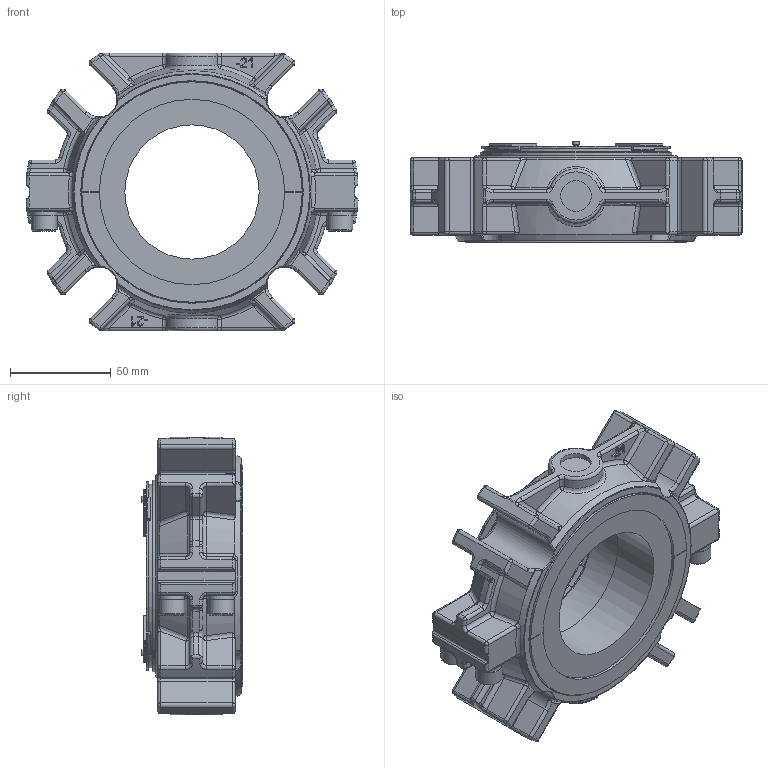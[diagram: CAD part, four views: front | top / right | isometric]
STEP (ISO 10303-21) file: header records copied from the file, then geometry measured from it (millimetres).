
FILE_DESCRIPTION(/* description */ ('Unknown'),/* implementation_level */ '2;1');
FILE_NAME(/* name */ '2.625 RDSX -21 SEAL ARRANGEMENT',/* time_stamp */ '2023-02-14T09:11:33-05:00',/* author */ ('Unknown'),/* organization */ ('Unknown'),/* preprocessor_version */ 'ST-DEVELOPER v16.7',/* originating_system */ 'Solid Edge',/* authorisation */ 'Unknown');
FILE_SCHEMA (('AUTOMOTIVE_DESIGN {1 0 10303 214 3 1 1}'));
Length unit declared in the file: millimetre
Products named in the file (1): 3129034
Bounding box: 164.9 x 50.22 x 137.87 mm (x, y, z)
Volume: 457936.7 mm3; surface area: 72736.8 mm2
Topology: 1 solids, 3 shells, 904 faces, 2249 edges, 1307 vertices
Faces by surface type: cylinder 272, plane 214, torus 164, bspline 122, sphere 88, cone 44
Full cylindrical faces by diameter (mm): 2.667 x2, 3.175 x4, 8 x4, 13 x4, 15.342 x2, 66.675 x1, 69.85 x1, 91.11 x1, 93.65 x1, 95.25 x1, 110.033 x1
Entity records: 28492 total; most frequent: CARTESIAN_POINT 8117, DIRECTION 4352, ORIENTED_EDGE 4264, EDGE_CURVE 2132, AXIS2_PLACEMENT_3D 1839, VERTEX_POINT 1286, CIRCLE 1022, EDGE_LOOP 974
